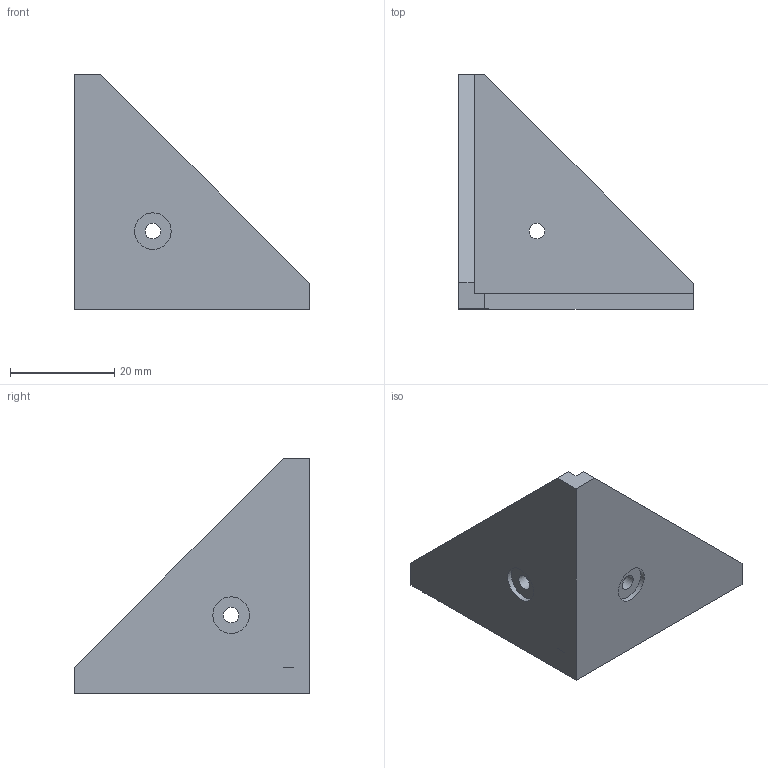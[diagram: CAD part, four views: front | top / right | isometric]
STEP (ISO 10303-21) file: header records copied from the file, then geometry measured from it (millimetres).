
FILE_DESCRIPTION(/* description */ (''),/* implementation_level */ '2;1');
FILE_NAME(/* name */ 'bracket joint v2.stp',/* time_stamp */ '2021-10-12T21:22:18+01:00',/* author */ (''),/* organization */ (''),/* preprocessor_version */ 'ST-DEVELOPER v18.1',/* originating_system */ 'Autodesk Translation Framework v10.10.0.1391',/* authorisation */ '');
FILE_SCHEMA (('AUTOMOTIVE_DESIGN { 1 0 10303 214 3 1 1 }'));
Length unit declared in the file: millimetre
Products named in the file (2): bracket joint; Component1
Assembly tree (1 placements, depth 2):
  bracket joint
    Component1
Bounding box: 45 x 45 x 45 mm (x, y, z)
Volume: 9676.4 mm3; surface area: 7238.9 mm2
Topology: 1 solids, 1 shells, 31 faces, 66 edges, 41 vertices
Faces by surface type: plane 25, cylinder 6
Full cylindrical faces by diameter (mm): 3 x3, 7 x3
Entity records: 885 total; most frequent: DIRECTION 146, CARTESIAN_POINT 141, ORIENTED_EDGE 132, EDGE_CURVE 66, LINE 54, VECTOR 54, AXIS2_PLACEMENT_3D 46, EDGE_LOOP 41
